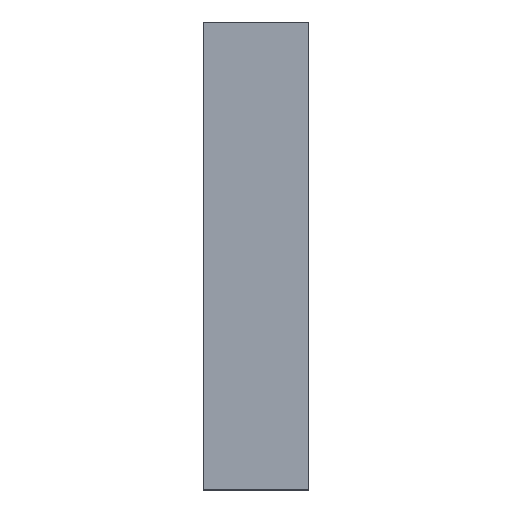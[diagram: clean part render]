
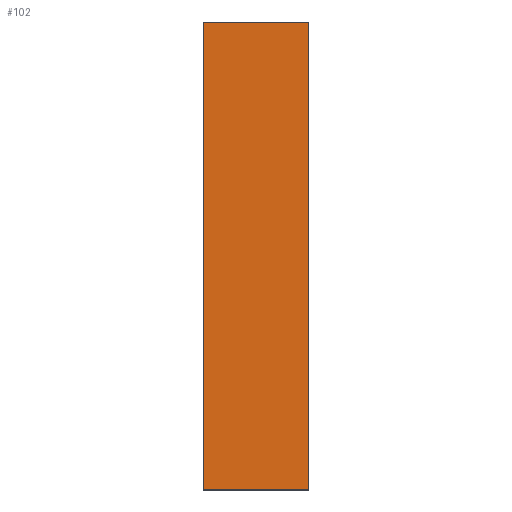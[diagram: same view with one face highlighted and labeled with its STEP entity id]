
A CAD part, top view. The second image highlights one B-rep face of the part: STEP entity #102.
In plain terms, the highlighted planar face has unit normal (0, 0, 1).
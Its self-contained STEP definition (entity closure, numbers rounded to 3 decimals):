
#75=AXIS2_PLACEMENT_3D('Plane Axis2P3D',#72,#73,#74) ;
#50=CARTESIAN_POINT('Vertex',(0.,0.,0.5)) ;
#53=CARTESIAN_POINT('Line Origine',(0.,12.7,0.5)) ;
#57=CARTESIAN_POINT('Vertex',(0.,25.4,0.5)) ;
#72=CARTESIAN_POINT('Axis2P3D Location',(5.7,12.7,0.5)) ;
#77=CARTESIAN_POINT('Line Origine',(2.85,0.,0.5)) ;
#81=CARTESIAN_POINT('Vertex',(5.7,0.,0.5)) ;
#84=CARTESIAN_POINT('Line Origine',(5.7,12.7,0.5)) ;
#88=CARTESIAN_POINT('Vertex',(5.7,25.4,0.5)) ;
#91=CARTESIAN_POINT('Line Origine',(2.85,25.4,0.5)) ;
#54=DIRECTION('Vector Direction',(0.,1.,0.)) ;
#73=DIRECTION('Axis2P3D Direction',(0.,0.,-1.)) ;
#74=DIRECTION('Axis2P3D XDirection',(-1.,0.,0.)) ;
#78=DIRECTION('Vector Direction',(-1.,0.,0.)) ;
#85=DIRECTION('Vector Direction',(0.,1.,0.)) ;
#92=DIRECTION('Vector Direction',(-1.,0.,0.)) ;
#55=VECTOR('Line Direction',#54,1.) ;
#79=VECTOR('Line Direction',#78,1.) ;
#86=VECTOR('Line Direction',#85,1.) ;
#93=VECTOR('Line Direction',#92,1.) ;
#97=ORIENTED_EDGE('',*,*,#59,.F.) ;
#98=ORIENTED_EDGE('',*,*,#83,.T.) ;
#99=ORIENTED_EDGE('',*,*,#90,.T.) ;
#100=ORIENTED_EDGE('',*,*,#95,.F.) ;
#102=ADVANCED_FACE('S3D - gedreht',(#101),#76,.F.) ;
#59=EDGE_CURVE('',#51,#58,#56,.T.) ;
#83=EDGE_CURVE('',#51,#82,#80,.F.) ;
#90=EDGE_CURVE('',#82,#89,#87,.T.) ;
#95=EDGE_CURVE('',#58,#89,#94,.F.) ;
#96=EDGE_LOOP('',(#97,#98,#99,#100)) ;
#101=FACE_OUTER_BOUND('',#96,.T.) ;
#56=LINE('Line',#53,#55) ;
#80=LINE('Line',#77,#79) ;
#87=LINE('Line',#84,#86) ;
#94=LINE('Line',#91,#93) ;
#76=PLANE('',#75) ;
#51=VERTEX_POINT('',#50) ;
#58=VERTEX_POINT('',#57) ;
#82=VERTEX_POINT('',#81) ;
#89=VERTEX_POINT('',#88) ;
